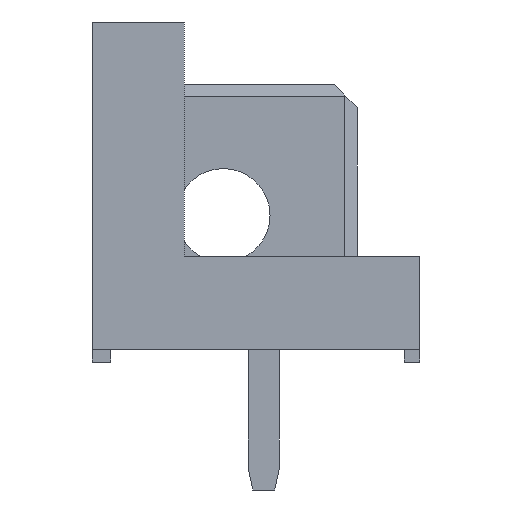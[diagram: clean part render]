
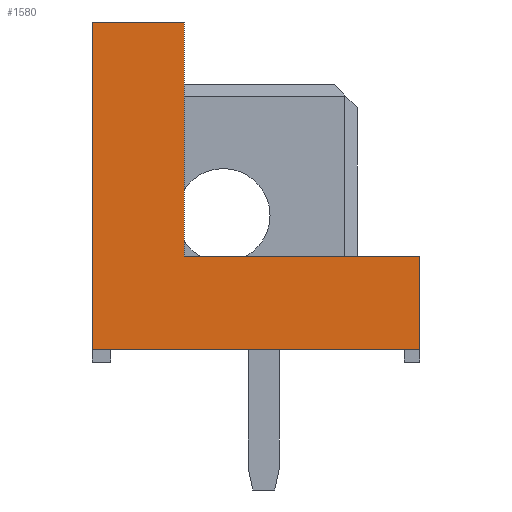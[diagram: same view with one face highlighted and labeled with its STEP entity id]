
A CAD part, left-side view. The second image highlights one B-rep face of the part: STEP entity #1580.
In plain terms, the highlighted planar face has unit normal (-1, 0, 0).
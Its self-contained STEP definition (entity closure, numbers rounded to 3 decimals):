
#1580 = ADVANCED_FACE( '', ( #3284 ), #3285, .F. );
#3284 = FACE_OUTER_BOUND( '', #5144, .T. );
#3285 = PLANE( '', #5145 );
#5144 = EDGE_LOOP( '', ( #9571, #9572, #9573, #9574, #9575, #9576 ) );
#5145 = AXIS2_PLACEMENT_3D( '', #9577, #9578, #9579 );
#9571 = ORIENTED_EDGE( '', *, *, #12945, .F. );
#9572 = ORIENTED_EDGE( '', *, *, #13529, .F. );
#9573 = ORIENTED_EDGE( '', *, *, #12625, .F. );
#9574 = ORIENTED_EDGE( '', *, *, #13530, .F. );
#9575 = ORIENTED_EDGE( '', *, *, #12178, .F. );
#9576 = ORIENTED_EDGE( '', *, *, #13531, .F. );
#9577 = CARTESIAN_POINT( '', ( -32.5, 0., 0. ) );
#9578 = DIRECTION( '', ( 1., 0., 0. ) );
#9579 = DIRECTION( '', ( 0., 0., -1. ) );
#12178 = EDGE_CURVE( '', #14918, #14920, #14921, .T. );
#12625 = EDGE_CURVE( '', #15645, #15647, #15648, .T. );
#12945 = EDGE_CURVE( '', #16125, #16126, #16127, .T. );
#13529 = EDGE_CURVE( '', #15647, #16125, #16891, .T. );
#13530 = EDGE_CURVE( '', #14920, #15645, #16892, .T. );
#13531 = EDGE_CURVE( '', #16126, #14918, #16893, .T. );
#14918 = VERTEX_POINT( '', #18775 );
#14920 = VERTEX_POINT( '', #18778 );
#14921 = LINE( '', #18779, #18780 );
#15645 = VERTEX_POINT( '', #19879 );
#15647 = VERTEX_POINT( '', #19882 );
#15648 = LINE( '', #19883, #19884 );
#16125 = VERTEX_POINT( '', #20606 );
#16126 = VERTEX_POINT( '', #20607 );
#16127 = LINE( '', #20608, #20609 );
#16891 = LINE( '', #21787, #21788 );
#16892 = LINE( '', #21789, #21790 );
#16893 = LINE( '', #21791, #21792 );
#18775 = CARTESIAN_POINT( '', ( -32.5, 6.725, 3.75 ) );
#18778 = CARTESIAN_POINT( '', ( -32.5, 3.775, 3.75 ) );
#18779 = CARTESIAN_POINT( '', ( -32.5, 3.775, 3.75 ) );
#18780 = VECTOR( '', #22918, 1000. );
#19879 = CARTESIAN_POINT( '', ( -32.5, 3.775, -3.75 ) );
#19882 = CARTESIAN_POINT( '', ( -32.5, -3.775, -3.75 ) );
#19883 = CARTESIAN_POINT( '', ( -32.5, 3.775, -3.75 ) );
#19884 = VECTOR( '', #23295, 1000. );
#20606 = CARTESIAN_POINT( '', ( -32.5, -3.775, -6.75 ) );
#20607 = CARTESIAN_POINT( '', ( -32.5, 6.725, -6.75 ) );
#20608 = CARTESIAN_POINT( '', ( -32.5, 0., -6.75 ) );
#20609 = VECTOR( '', #23547, 1000. );
#21787 = CARTESIAN_POINT( '', ( -32.5, -3.775, -7.15 ) );
#21788 = VECTOR( '', #23962, 1000. );
#21789 = CARTESIAN_POINT( '', ( -32.5, 3.775, 3.75 ) );
#21790 = VECTOR( '', #23963, 1000. );
#21791 = CARTESIAN_POINT( '', ( -32.5, 6.725, 3.75 ) );
#21792 = VECTOR( '', #23964, 1000. );
#22918 = DIRECTION( '', ( 0., -1., 0. ) );
#23295 = DIRECTION( '', ( 0., -1., 0. ) );
#23547 = DIRECTION( '', ( 0., 1., 0. ) );
#23962 = DIRECTION( '', ( 0., 0., -1. ) );
#23963 = DIRECTION( '', ( 0., 0., -1. ) );
#23964 = DIRECTION( '', ( 0., 0., 1. ) );
